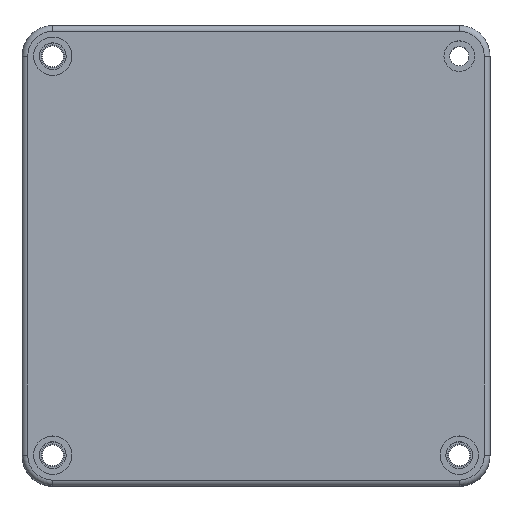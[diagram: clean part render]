
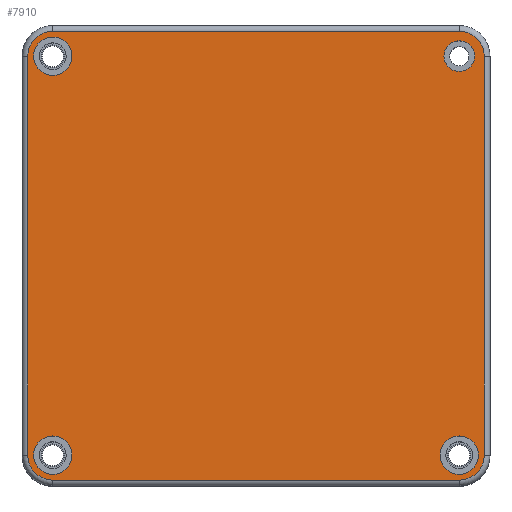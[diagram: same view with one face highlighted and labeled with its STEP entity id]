
A CAD part, top view. The second image highlights one B-rep face of the part: STEP entity #7910.
In plain terms, the highlighted planar face has unit normal (0, 0, 1).
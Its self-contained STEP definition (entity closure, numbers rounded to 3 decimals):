
#6681=CARTESIAN_POINT('',(53.,-52.,30.));
#6682=DIRECTION('',(0.,0.,1.));
#6683=DIRECTION('',(0.,-1.,0.));
#6684=AXIS2_PLACEMENT_3D('',#6681,#6682,#6683);
#6705=CARTESIAN_POINT('',(-53.,-52.,30.));
#6706=DIRECTION('',(0.,0.,-1.));
#6707=DIRECTION('',(-1.,0.,0.));
#6708=AXIS2_PLACEMENT_3D('',#6705,#6706,#6707);
#6713=CARTESIAN_POINT('',(-53.,-52.,30.));
#6714=DIRECTION('',(0.,0.,-1.));
#6715=DIRECTION('',(1.,0.,0.));
#6716=AXIS2_PLACEMENT_3D('',#6713,#6714,#6715);
#6721=CARTESIAN_POINT('',(-53.,52.,30.));
#6722=DIRECTION('',(0.,0.,-1.));
#6723=DIRECTION('',(-1.,0.,0.));
#6724=AXIS2_PLACEMENT_3D('',#6721,#6722,#6723);
#6729=CARTESIAN_POINT('',(-53.,52.,30.));
#6730=DIRECTION('',(0.,0.,-1.));
#6731=DIRECTION('',(1.,0.,0.));
#6732=AXIS2_PLACEMENT_3D('',#6729,#6730,#6731);
#6737=CARTESIAN_POINT('',(53.,52.,30.));
#6738=DIRECTION('',(0.,0.,-1.));
#6739=DIRECTION('',(-1.,0.,0.));
#6740=AXIS2_PLACEMENT_3D('',#6737,#6738,#6739);
#6745=CARTESIAN_POINT('',(53.,52.,30.));
#6746=DIRECTION('',(0.,0.,-1.));
#6747=DIRECTION('',(1.,0.,0.));
#6748=AXIS2_PLACEMENT_3D('',#6745,#6746,#6747);
#6753=CARTESIAN_POINT('',(53.,-52.,30.));
#6754=DIRECTION('',(0.,0.,-1.));
#6755=DIRECTION('',(-1.,0.,0.));
#6756=AXIS2_PLACEMENT_3D('',#6753,#6754,#6755);
#6761=CARTESIAN_POINT('',(53.,-52.,30.));
#6762=DIRECTION('',(0.,0.,-1.));
#6763=DIRECTION('',(1.,0.,0.));
#6764=AXIS2_PLACEMENT_3D('',#6761,#6762,#6763);
#7009=DIRECTION('',(1.,0.,0.));
#7010=VECTOR('',#7009,106.);
#7011=CARTESIAN_POINT('',(-53.,-58.5,30.));
#7012=LINE('',#7011,#7010);
#7045=CARTESIAN_POINT('',(-53.,-52.,30.));
#7046=DIRECTION('',(0.,0.,1.));
#7047=DIRECTION('',(-1.,0.,0.));
#7048=AXIS2_PLACEMENT_3D('',#7045,#7046,#7047);
#7069=DIRECTION('',(0.,-1.,0.));
#7070=VECTOR('',#7069,104.);
#7071=CARTESIAN_POINT('',(-59.5,52.,30.));
#7072=LINE('',#7071,#7070);
#7105=CARTESIAN_POINT('',(-53.,52.,30.));
#7106=DIRECTION('',(0.,0.,1.));
#7107=DIRECTION('',(0.,1.,0.));
#7108=AXIS2_PLACEMENT_3D('',#7105,#7106,#7107);
#7129=DIRECTION('',(-1.,0.,0.));
#7130=VECTOR('',#7129,106.);
#7131=CARTESIAN_POINT('',(53.,58.5,30.));
#7132=LINE('',#7131,#7130);
#7165=CARTESIAN_POINT('',(53.,52.,30.));
#7166=DIRECTION('',(0.,0.,1.));
#7167=DIRECTION('',(1.,0.,0.));
#7168=AXIS2_PLACEMENT_3D('',#7165,#7166,#7167);
#7189=DIRECTION('',(0.,1.,0.));
#7190=VECTOR('',#7189,104.);
#7191=CARTESIAN_POINT('',(59.5,-52.,30.));
#7192=LINE('',#7191,#7190);
#7632=CARTESIAN_POINT('',(-58.,-52.,30.));
#7633=CARTESIAN_POINT('',(-48.,-52.,30.));
#7634=VERTEX_POINT('',#7632);
#7635=VERTEX_POINT('',#7633);
#7640=CARTESIAN_POINT('',(-58.,52.,30.));
#7641=CARTESIAN_POINT('',(-48.,52.,30.));
#7642=VERTEX_POINT('',#7640);
#7643=VERTEX_POINT('',#7641);
#7648=CARTESIAN_POINT('',(49.,52.,30.));
#7649=CARTESIAN_POINT('',(57.,52.,30.));
#7650=VERTEX_POINT('',#7648);
#7651=VERTEX_POINT('',#7649);
#7656=CARTESIAN_POINT('',(48.,-52.,30.));
#7657=CARTESIAN_POINT('',(58.,-52.,30.));
#7658=VERTEX_POINT('',#7656);
#7659=VERTEX_POINT('',#7657);
#7692=CARTESIAN_POINT('',(53.,-58.5,30.));
#7693=CARTESIAN_POINT('',(59.5,-52.,30.));
#7694=VERTEX_POINT('',#7692);
#7695=VERTEX_POINT('',#7693);
#7700=CARTESIAN_POINT('',(59.5,52.,30.));
#7701=VERTEX_POINT('',#7700);
#7704=CARTESIAN_POINT('',(53.,58.5,30.));
#7705=VERTEX_POINT('',#7704);
#7708=CARTESIAN_POINT('',(-53.,58.5,30.));
#7709=VERTEX_POINT('',#7708);
#7712=CARTESIAN_POINT('',(-59.5,52.,30.));
#7713=VERTEX_POINT('',#7712);
#7716=CARTESIAN_POINT('',(-59.5,-52.,30.));
#7717=VERTEX_POINT('',#7716);
#7720=CARTESIAN_POINT('',(-53.,-58.5,30.));
#7721=VERTEX_POINT('',#7720);
#7864=CARTESIAN_POINT('',(0.,0.,30.));
#7865=DIRECTION('',(0.,0.,1.));
#7866=DIRECTION('',(-1.,0.,0.));
#7867=AXIS2_PLACEMENT_3D('',#7864,#7865,#7866);
#7868=PLANE('',#7867);
#7869=ORIENTED_EDGE('',*,*,#7854,.F.);
#7871=ORIENTED_EDGE('',*,*,#7870,.F.);
#7873=ORIENTED_EDGE('',*,*,#7872,.F.);
#7875=ORIENTED_EDGE('',*,*,#7874,.F.);
#7877=ORIENTED_EDGE('',*,*,#7876,.F.);
#7879=ORIENTED_EDGE('',*,*,#7878,.F.);
#7881=ORIENTED_EDGE('',*,*,#7880,.F.);
#7883=ORIENTED_EDGE('',*,*,#7882,.F.);
#7884=EDGE_LOOP('',(#7869,#7871,#7873,#7875,#7877,#7879,#7881,#7883));
#7885=FACE_OUTER_BOUND('',#7884,.F.);
#7887=ORIENTED_EDGE('',*,*,#7886,.F.);
#7889=ORIENTED_EDGE('',*,*,#7888,.F.);
#7890=EDGE_LOOP('',(#7887,#7889));
#7891=FACE_BOUND('',#7890,.F.);
#7893=ORIENTED_EDGE('',*,*,#7892,.F.);
#7895=ORIENTED_EDGE('',*,*,#7894,.F.);
#7896=EDGE_LOOP('',(#7893,#7895));
#7897=FACE_BOUND('',#7896,.F.);
#7899=ORIENTED_EDGE('',*,*,#7898,.F.);
#7901=ORIENTED_EDGE('',*,*,#7900,.F.);
#7902=EDGE_LOOP('',(#7899,#7901));
#7903=FACE_BOUND('',#7902,.F.);
#7905=ORIENTED_EDGE('',*,*,#7904,.F.);
#7907=ORIENTED_EDGE('',*,*,#7906,.F.);
#7908=EDGE_LOOP('',(#7905,#7907));
#7909=FACE_BOUND('',#7908,.F.);
#7910=ADVANCED_FACE('',(#7885,#7891,#7897,#7903,#7909),#7868,.T.);
#6685=CIRCLE('',#6684,6.5);
#6709=CIRCLE('',#6708,5.);
#6717=CIRCLE('',#6716,5.);
#6725=CIRCLE('',#6724,5.);
#6733=CIRCLE('',#6732,5.);
#6741=CIRCLE('',#6740,4.);
#6749=CIRCLE('',#6748,4.);
#6757=CIRCLE('',#6756,5.);
#6765=CIRCLE('',#6764,5.);
#7049=CIRCLE('',#7048,6.5);
#7109=CIRCLE('',#7108,6.5);
#7169=CIRCLE('',#7168,6.5);
#7854=EDGE_CURVE('',#7694,#7695,#6685,.T.);
#7870=EDGE_CURVE('',#7721,#7694,#7012,.T.);
#7872=EDGE_CURVE('',#7717,#7721,#7049,.T.);
#7874=EDGE_CURVE('',#7713,#7717,#7072,.T.);
#7876=EDGE_CURVE('',#7709,#7713,#7109,.T.);
#7878=EDGE_CURVE('',#7705,#7709,#7132,.T.);
#7880=EDGE_CURVE('',#7701,#7705,#7169,.T.);
#7882=EDGE_CURVE('',#7695,#7701,#7192,.T.);
#7886=EDGE_CURVE('',#7634,#7635,#6709,.T.);
#7888=EDGE_CURVE('',#7635,#7634,#6717,.T.);
#7892=EDGE_CURVE('',#7642,#7643,#6725,.T.);
#7894=EDGE_CURVE('',#7643,#7642,#6733,.T.);
#7898=EDGE_CURVE('',#7650,#7651,#6741,.T.);
#7900=EDGE_CURVE('',#7651,#7650,#6749,.T.);
#7904=EDGE_CURVE('',#7658,#7659,#6757,.T.);
#7906=EDGE_CURVE('',#7659,#7658,#6765,.T.);
